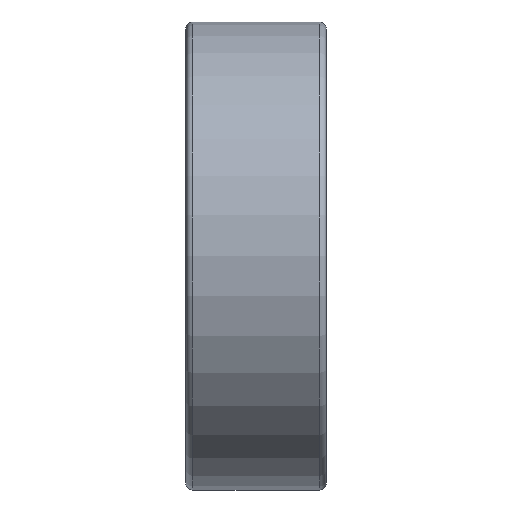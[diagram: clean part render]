
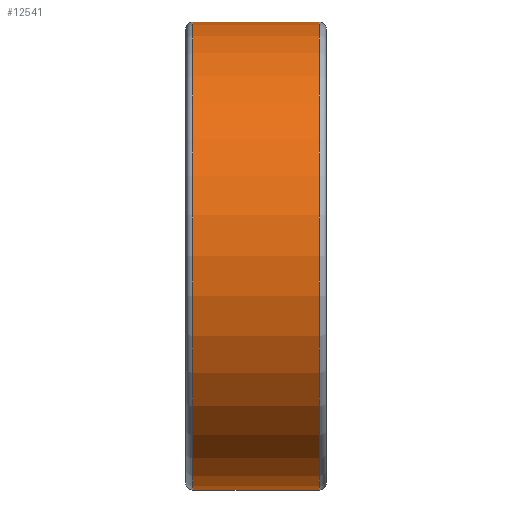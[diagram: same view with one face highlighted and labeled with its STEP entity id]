
A CAD part, top view. The second image highlights one B-rep face of the part: STEP entity #12541.
In plain terms, the highlighted cylindrical face has radius 20 mm (diameter 40 mm), a partial arc.
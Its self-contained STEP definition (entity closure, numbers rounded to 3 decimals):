
#3186=CARTESIAN_POINT('',(-5.4,0.,0.));
#3187=DIRECTION('',(1.,0.,0.));
#3188=DIRECTION('',(0.,1.,0.));
#3189=AXIS2_PLACEMENT_3D('',#3186,#3187,#3188);
#3194=CARTESIAN_POINT('',(5.4,0.,0.));
#3195=DIRECTION('',(1.,0.,0.));
#3196=DIRECTION('',(0.,1.,0.));
#3197=AXIS2_PLACEMENT_3D('',#3194,#3195,#3196);
#3210=DIRECTION('',(-1.,0.,0.));
#3211=VECTOR('',#3210,10.8);
#3212=CARTESIAN_POINT('',(5.4,-20.,0.));
#3213=LINE('',#3212,#3211);
#3225=DIRECTION('',(-1.,0.,0.));
#3226=VECTOR('',#3225,10.8);
#3227=CARTESIAN_POINT('',(5.4,20.,0.));
#3228=LINE('',#3227,#3226);
#9695=CARTESIAN_POINT('',(-5.4,20.,0.));
#9696=CARTESIAN_POINT('',(-5.4,-20.,0.));
#9697=VERTEX_POINT('',#9695);
#9698=VERTEX_POINT('',#9696);
#9699=CARTESIAN_POINT('',(5.4,20.,0.));
#9700=CARTESIAN_POINT('',(5.4,-20.,0.));
#9701=VERTEX_POINT('',#9699);
#9702=VERTEX_POINT('',#9700);
#12527=CARTESIAN_POINT('',(-6.6,0.,0.));
#12528=DIRECTION('',(1.,0.,0.));
#12529=DIRECTION('',(0.,-1.,0.));
#12530=AXIS2_PLACEMENT_3D('',#12527,#12528,#12529);
#12531=CYLINDRICAL_SURFACE('',#12530,20.);
#12532=ORIENTED_EDGE('',*,*,#12517,.F.);
#12534=ORIENTED_EDGE('',*,*,#12533,.F.);
#12536=ORIENTED_EDGE('',*,*,#12535,.T.);
#12538=ORIENTED_EDGE('',*,*,#12537,.T.);
#12539=EDGE_LOOP('',(#12532,#12534,#12536,#12538));
#12540=FACE_OUTER_BOUND('',#12539,.F.);
#3190=CIRCLE('',#3189,20.);
#3198=CIRCLE('',#3197,20.);
#12517=EDGE_CURVE('',#9697,#9698,#3190,.T.);
#12533=EDGE_CURVE('',#9701,#9697,#3228,.T.);
#12535=EDGE_CURVE('',#9701,#9702,#3198,.T.);
#12537=EDGE_CURVE('',#9702,#9698,#3213,.T.);
#12541=ADVANCED_FACE('',(#12540),#12531,.T.);
